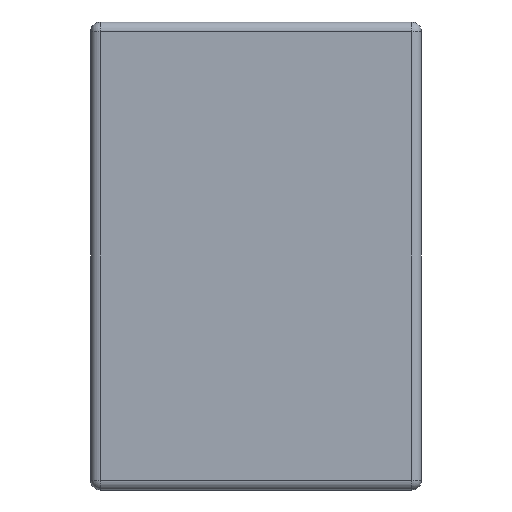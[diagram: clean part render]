
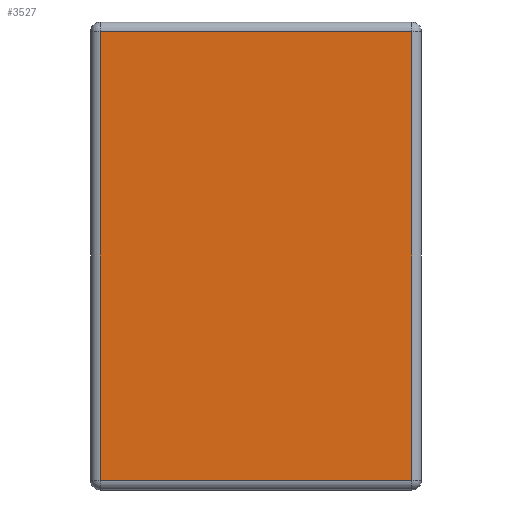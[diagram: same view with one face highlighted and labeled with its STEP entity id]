
A CAD part, left-side view. The second image highlights one B-rep face of the part: STEP entity #3527.
In plain terms, the highlighted planar face has unit normal (-1, 0, 0).
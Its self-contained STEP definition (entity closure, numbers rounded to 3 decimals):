
#131 = CARTESIAN_POINT ( 'NONE',  ( 0., 0., -2.84 ) ) ;
#289 = CARTESIAN_POINT ( 'NONE',  ( 0., 0.06, 0. ) ) ;
#419 = ORIENTED_EDGE ( 'NONE', *, *, #3047, .T. ) ;
#636 = CARTESIAN_POINT ( 'NONE',  ( 0., 0.06, -2.84 ) ) ;
#868 = DIRECTION ( 'NONE',  ( 0., 0., -1. ) ) ;
#1214 = EDGE_CURVE ( 'NONE', #4239, #3504, #2631, .T. ) ;
#1219 = DIRECTION ( 'NONE',  ( 0., -1., 0. ) ) ;
#1296 = DIRECTION ( 'NONE',  ( 0., 0., 1. ) ) ;
#1314 = EDGE_CURVE ( 'NONE', #3504, #4254, #1936, .T. ) ;
#1322 = VERTEX_POINT ( 'NONE', #4489 ) ;
#1367 = VECTOR ( 'NONE', #1296, 1000. ) ;
#1453 = ORIENTED_EDGE ( 'NONE', *, *, #1314, .T. ) ;
#1908 = DIRECTION ( 'NONE',  ( -1., 0., 0. ) ) ;
#1936 = LINE ( 'NONE', #131, #4492 ) ;
#1946 = VECTOR ( 'NONE', #868, 1000. ) ;
#2013 = DIRECTION ( 'NONE',  ( 0., 1., 0. ) ) ;
#2368 = EDGE_LOOP ( 'NONE', ( #1453, #419, #3716, #2578 ) ) ;
#2578 = ORIENTED_EDGE ( 'NONE', *, *, #1214, .T. ) ;
#2599 = PLANE ( 'NONE',  #4211 ) ;
#2631 = LINE ( 'NONE', #3056, #1946 ) ;
#2780 = LINE ( 'NONE', #289, #1367 ) ;
#2976 = CARTESIAN_POINT ( 'NONE',  ( 0., 0., 0. ) ) ;
#3047 = EDGE_CURVE ( 'NONE', #4254, #1322, #2780, .T. ) ;
#3056 = CARTESIAN_POINT ( 'NONE',  ( 0., 1.99, -2.9 ) ) ;
#3085 = CARTESIAN_POINT ( 'NONE',  ( 0., 2.05, -0.06 ) ) ;
#3157 = VECTOR ( 'NONE', #2013, 1000. ) ;
#3353 = FACE_OUTER_BOUND ( 'NONE', #2368, .T. ) ;
#3379 = CARTESIAN_POINT ( 'NONE',  ( 0., 1.99, -2.84 ) ) ;
#3504 = VERTEX_POINT ( 'NONE', #3379 ) ;
#3527 = ADVANCED_FACE ( 'NONE', ( #3353 ), #2599, .T. ) ;
#3716 = ORIENTED_EDGE ( 'NONE', *, *, #3827, .T. ) ;
#3725 = DIRECTION ( 'NONE',  ( 0., 0., 1. ) ) ;
#3807 = LINE ( 'NONE', #3085, #3157 ) ;
#3827 = EDGE_CURVE ( 'NONE', #1322, #4239, #3807, .T. ) ;
#4211 = AXIS2_PLACEMENT_3D ( 'NONE', #2976, #1908, #3725 ) ;
#4239 = VERTEX_POINT ( 'NONE', #4645 ) ;
#4254 = VERTEX_POINT ( 'NONE', #636 ) ;
#4489 = CARTESIAN_POINT ( 'NONE',  ( 0., 0.06, -0.06 ) ) ;
#4492 = VECTOR ( 'NONE', #1219, 1000. ) ;
#4645 = CARTESIAN_POINT ( 'NONE',  ( 0., 1.99, -0.06 ) ) ;
